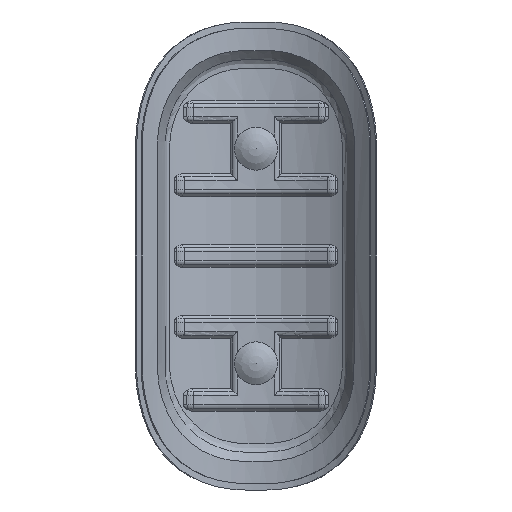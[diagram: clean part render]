
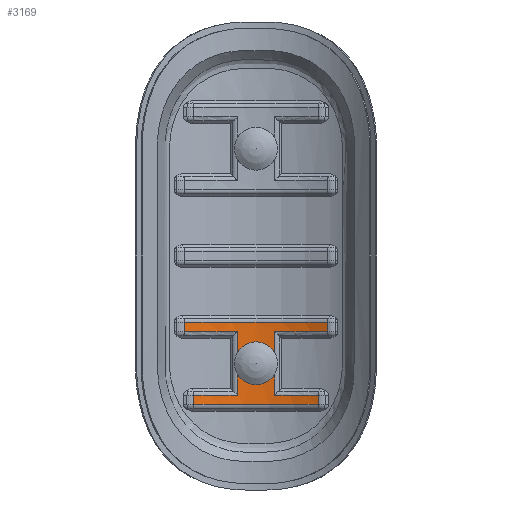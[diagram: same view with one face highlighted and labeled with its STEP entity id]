
A CAD part, front view. The second image highlights one B-rep face of the part: STEP entity #3169.
In plain terms, the highlighted cylindrical face has radius 73.3 mm (diameter 146.6 mm), a partial arc.
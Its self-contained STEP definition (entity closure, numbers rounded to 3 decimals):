
#882=CYLINDRICAL_SURFACE('',#38999,73.3);
#1210=FACE_BOUND('',#8814,.T.);
#1211=FACE_BOUND('',#8815,.T.);
#3169=ADVANCED_FACE('',(#1210,#1211),#882,.F.);
#8814=EDGE_LOOP('',(#14546,#14547,#14548,#14549,#14550,#14551,#14552,#14553,
#14554,#14555,#14556,#14557));
#8815=EDGE_LOOP('',(#14558));
#14546=ORIENTED_EDGE('',*,*,#26678,.T.);
#14547=ORIENTED_EDGE('',*,*,#26679,.T.);
#14548=ORIENTED_EDGE('',*,*,#26680,.F.);
#14549=ORIENTED_EDGE('',*,*,#26681,.T.);
#14550=ORIENTED_EDGE('',*,*,#26682,.T.);
#14551=ORIENTED_EDGE('',*,*,#26683,.T.);
#14552=ORIENTED_EDGE('',*,*,#26684,.T.);
#14553=ORIENTED_EDGE('',*,*,#26685,.T.);
#14554=ORIENTED_EDGE('',*,*,#26686,.F.);
#14555=ORIENTED_EDGE('',*,*,#26687,.T.);
#14556=ORIENTED_EDGE('',*,*,#26676,.T.);
#14557=ORIENTED_EDGE('',*,*,#26673,.T.);
#14558=ORIENTED_EDGE('',*,*,#26670,.T.);
#22662=VERTEX_POINT('',#63771);
#22664=VERTEX_POINT('',#63785);
#22665=VERTEX_POINT('',#63787);
#22666=VERTEX_POINT('',#63792);
#22667=VERTEX_POINT('',#63796);
#22668=VERTEX_POINT('',#63798);
#22669=VERTEX_POINT('',#63800);
#22670=VERTEX_POINT('',#63802);
#22671=VERTEX_POINT('',#63804);
#22672=VERTEX_POINT('',#63806);
#22673=VERTEX_POINT('',#63808);
#22674=VERTEX_POINT('',#63810);
#22675=VERTEX_POINT('',#63812);
#26670=EDGE_CURVE('',#22662,#22662,#30662,.T.);
#26673=EDGE_CURVE('',#22665,#22664,#32281,.T.);
#26676=EDGE_CURVE('',#22666,#22665,#34126,.T.);
#26678=EDGE_CURVE('',#22664,#22667,#34127,.T.);
#26679=EDGE_CURVE('',#22667,#22668,#32285,.T.);
#26680=EDGE_CURVE('',#22669,#22668,#34128,.T.);
#26681=EDGE_CURVE('',#22669,#22670,#32286,.T.);
#26682=EDGE_CURVE('',#22670,#22671,#34129,.T.);
#26683=EDGE_CURVE('',#22671,#22672,#32287,.T.);
#26684=EDGE_CURVE('',#22672,#22673,#34130,.T.);
#26685=EDGE_CURVE('',#22673,#22674,#32288,.T.);
#26686=EDGE_CURVE('',#22675,#22674,#34131,.T.);
#26687=EDGE_CURVE('',#22675,#22666,#32289,.T.);
#30662=B_SPLINE_CURVE_WITH_KNOTS('',3,(#63753,#63754,#63755,#63756,#63757,
#63758,#63759,#63760,#63761,#63762,#63763,#63764,#63765,#63766,#63767,#63768,
#63769,#63770),.UNSPECIFIED.,.T.,.F.,(2,2,2,2,2,2,2,2,2,2,2),(-0.125,0.,
0.125,0.25,0.375,0.5,0.625,0.75,0.875,1.,1.125),.UNSPECIFIED.);
#32281=CIRCLE('',#38988,73.3);
#32285=CIRCLE('',#38994,73.3);
#32286=CIRCLE('',#38995,73.3);
#32287=CIRCLE('',#38996,73.3);
#32288=CIRCLE('',#38997,73.3);
#32289=CIRCLE('',#38998,73.3);
#34126=LINE('',#63791,#36154);
#34127=LINE('',#63795,#36155);
#34128=LINE('',#63799,#36156);
#34129=LINE('',#63803,#36157);
#34130=LINE('',#63807,#36158);
#34131=LINE('',#63811,#36159);
#36154=VECTOR('',#45434,1.);
#36155=VECTOR('',#45439,1.);
#36156=VECTOR('',#45442,1.);
#36157=VECTOR('',#45445,1.);
#36158=VECTOR('',#45448,1.);
#36159=VECTOR('',#45451,1.);
#38988=AXIS2_PLACEMENT_3D('',#63786,#45426,#45427);
#38994=AXIS2_PLACEMENT_3D('',#63797,#45440,#45441);
#38995=AXIS2_PLACEMENT_3D('',#63801,#45443,#45444);
#38996=AXIS2_PLACEMENT_3D('',#63805,#45446,#45447);
#38997=AXIS2_PLACEMENT_3D('',#63809,#45449,#45450);
#38998=AXIS2_PLACEMENT_3D('',#63813,#45452,#45453);
#38999=AXIS2_PLACEMENT_3D('',#63814,#45454,#45455);
#45426=DIRECTION('',(0.,0.,-1.));
#45427=DIRECTION('',(-1.,0.,0.));
#45434=DIRECTION('',(0.,0.,-1.));
#45439=DIRECTION('',(0.,0.,-1.));
#45440=DIRECTION('',(0.,0.,1.));
#45441=DIRECTION('',(-1.,0.,0.));
#45442=DIRECTION('',(0.,0.,1.));
#45443=DIRECTION('',(0.,0.,-1.));
#45444=DIRECTION('',(-1.,0.,0.));
#45445=DIRECTION('',(0.,0.,1.));
#45446=DIRECTION('',(0.,0.,1.));
#45447=DIRECTION('',(-1.,0.,0.));
#45448=DIRECTION('',(0.,0.,1.));
#45449=DIRECTION('',(0.,0.,-1.));
#45450=DIRECTION('',(-1.,0.,0.));
#45451=DIRECTION('',(0.,0.,-1.));
#45452=DIRECTION('',(0.,0.,1.));
#45453=DIRECTION('',(-1.,0.,0.));
#45454=DIRECTION('',(0.,0.,-1.));
#45455=DIRECTION('',(-1.,0.,0.));
#63753=CARTESIAN_POINT('',(-1.773,73.303,-58.262));
#63754=CARTESIAN_POINT('',(-5.527,73.115,-56.282));
#63755=CARTESIAN_POINT('',(-6.904,72.976,-54.517));
#63756=CARTESIAN_POINT('',(-8.064,72.857,-50.464));
#63757=CARTESIAN_POINT('',(-7.922,72.876,-48.224));
#63758=CARTESIAN_POINT('',(-6.164,73.046,-44.417));
#63759=CARTESIAN_POINT('',(-4.478,73.19,-42.892));
#63760=CARTESIAN_POINT('',(-0.479,73.326,-41.565));
#63761=CARTESIAN_POINT('',(1.795,73.302,-41.749));
#63762=CARTESIAN_POINT('',(5.511,73.116,-43.71));
#63763=CARTESIAN_POINT('',(6.91,72.976,-45.503));
#63764=CARTESIAN_POINT('',(8.058,72.858,-49.517));
#63765=CARTESIAN_POINT('',(7.925,72.876,-51.768));
#63766=CARTESIAN_POINT('',(6.166,73.046,-55.583));
#63767=CARTESIAN_POINT('',(4.481,73.19,-57.106));
#63768=CARTESIAN_POINT('',(0.478,73.326,-58.436));
#63769=CARTESIAN_POINT('',(-1.773,73.303,-58.262));
#63770=CARTESIAN_POINT('',(-5.527,73.115,-56.282));
#63771=CARTESIAN_POINT('',(-3.65,73.209,-57.272));
#63785=CARTESIAN_POINT('',(-8.648,72.788,-35.172));
#63786=CARTESIAN_POINT('',(0.,0.,-35.172));
#63787=CARTESIAN_POINT('',(-33.391,65.253,-35.172));
#63791=CARTESIAN_POINT('',(-33.391,65.253,-27.));
#63792=CARTESIAN_POINT('',(-33.391,65.253,-30.828));
#63795=CARTESIAN_POINT('',(-8.648,72.788,-27.));
#63796=CARTESIAN_POINT('',(-8.648,72.788,-64.828));
#63797=CARTESIAN_POINT('',(0.,0.,-64.828));
#63798=CARTESIAN_POINT('',(-28.909,67.358,-64.828));
#63799=CARTESIAN_POINT('',(-28.909,67.358,-73.));
#63800=CARTESIAN_POINT('',(-28.909,67.358,-69.172));
#63801=CARTESIAN_POINT('',(0.,0.,-69.172));
#63802=CARTESIAN_POINT('',(28.909,67.358,-69.172));
#63803=CARTESIAN_POINT('',(28.909,67.358,-27.));
#63804=CARTESIAN_POINT('',(28.909,67.358,-64.828));
#63805=CARTESIAN_POINT('',(0.,0.,-64.828));
#63806=CARTESIAN_POINT('',(8.648,72.788,-64.828));
#63807=CARTESIAN_POINT('',(8.648,72.788,-27.));
#63808=CARTESIAN_POINT('',(8.648,72.788,-35.172));
#63809=CARTESIAN_POINT('',(0.,0.,-35.172));
#63810=CARTESIAN_POINT('',(33.391,65.253,-35.172));
#63811=CARTESIAN_POINT('',(33.391,65.253,-27.));
#63812=CARTESIAN_POINT('',(33.391,65.253,-30.828));
#63813=CARTESIAN_POINT('',(0.,0.,-30.828));
#63814=CARTESIAN_POINT('',(0.,0.,-27.));
